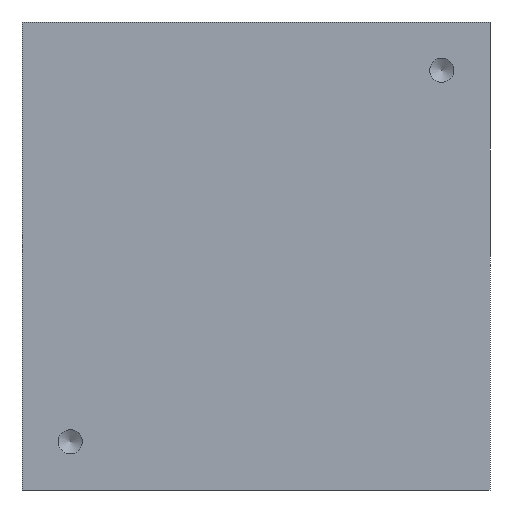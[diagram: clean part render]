
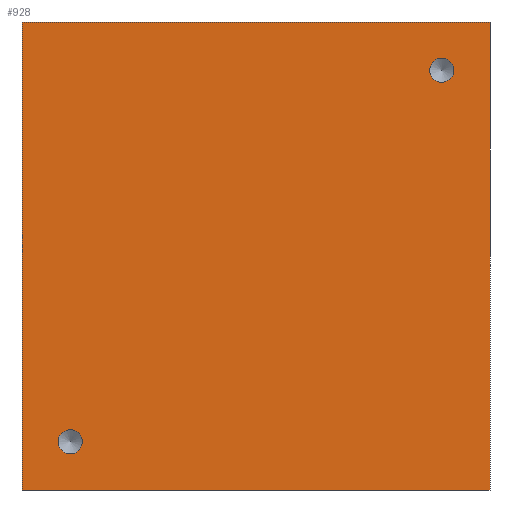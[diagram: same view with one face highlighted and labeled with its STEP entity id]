
A CAD part, front view. The second image highlights one B-rep face of the part: STEP entity #928.
In plain terms, the highlighted planar face has unit normal (0, -1, 0).
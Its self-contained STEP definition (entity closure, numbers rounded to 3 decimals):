
#417=CARTESIAN_POINT('',(20.45,0.0,19.2));
#418=VERTEX_POINT('',#417);
#419=CARTESIAN_POINT('',(19.2,0.0,19.2));
#420=DIRECTION('',(0.0,1.0,0.0));
#421=DIRECTION('',(1.0,0.0,0.0));
#422=AXIS2_PLACEMENT_3D('',#419,#420,#421);
#423=CIRCLE('',#422,1.25);
#424=EDGE_CURVE('',#418,#418,#423,.T.);
#496=CARTESIAN_POINT('',(-17.95,0.0,-19.2));
#497=VERTEX_POINT('',#496);
#498=CARTESIAN_POINT('',(-19.2,0.0,-19.2));
#499=DIRECTION('',(0.0,1.0,0.0));
#500=DIRECTION('',(1.0,0.0,0.0));
#501=AXIS2_PLACEMENT_3D('',#498,#499,#500);
#502=CIRCLE('',#501,1.25);
#503=EDGE_CURVE('',#497,#497,#502,.T.);
#808=CARTESIAN_POINT('',(24.2,0.0,24.2));
#809=VERTEX_POINT('',#808);
#810=CARTESIAN_POINT('',(24.2,0.0,-24.2));
#811=VERTEX_POINT('',#810);
#812=CARTESIAN_POINT('',(24.2,0.0,24.2));
#813=DIRECTION('',(0.0,0.0,-1.0));
#814=VECTOR('',#813,48.4);
#815=LINE('',#812,#814);
#816=EDGE_CURVE('',#809,#811,#815,.T.);
#839=CARTESIAN_POINT('',(-24.2,0.0,24.2));
#840=VERTEX_POINT('',#839);
#841=CARTESIAN_POINT('',(-24.2,0.0,24.2));
#842=DIRECTION('',(1.0,0.0,0.0));
#843=VECTOR('',#842,48.4);
#844=LINE('',#841,#843);
#845=EDGE_CURVE('',#840,#809,#844,.T.);
#863=CARTESIAN_POINT('',(-24.2,0.0,-24.2));
#864=VERTEX_POINT('',#863);
#865=CARTESIAN_POINT('',(-24.2,0.0,-24.2));
#866=DIRECTION('',(0.0,0.0,1.0));
#867=VECTOR('',#866,48.4);
#868=LINE('',#865,#867);
#869=EDGE_CURVE('',#864,#840,#868,.T.);
#895=CARTESIAN_POINT('',(24.2,0.0,-24.2));
#896=DIRECTION('',(-1.0,0.0,0.0));
#897=VECTOR('',#896,48.4);
#898=LINE('',#895,#897);
#899=EDGE_CURVE('',#811,#864,#898,.T.);
#911=CARTESIAN_POINT('',(0.0,0.0,0.0));
#912=DIRECTION('',(0.0,1.0,0.0));
#913=DIRECTION('',(0.0,0.0,1.0));
#914=AXIS2_PLACEMENT_3D('',#911,#912,#913);
#915=PLANE('',#914);
#916=ORIENTED_EDGE('',*,*,#899,.F.);
#917=ORIENTED_EDGE('',*,*,#816,.F.);
#918=ORIENTED_EDGE('',*,*,#845,.F.);
#919=ORIENTED_EDGE('',*,*,#869,.F.);
#920=EDGE_LOOP('',(#916,#917,#918,#919));
#921=FACE_OUTER_BOUND('',#920,.T.);
#922=ORIENTED_EDGE('',*,*,#424,.T.);
#923=EDGE_LOOP('',(#922));
#924=FACE_BOUND('',#923,.T.);
#925=ORIENTED_EDGE('',*,*,#503,.T.);
#926=EDGE_LOOP('',(#925));
#927=FACE_BOUND('',#926,.T.);
#928=ADVANCED_FACE('',(#921,#924,#927),#915,.F.);
